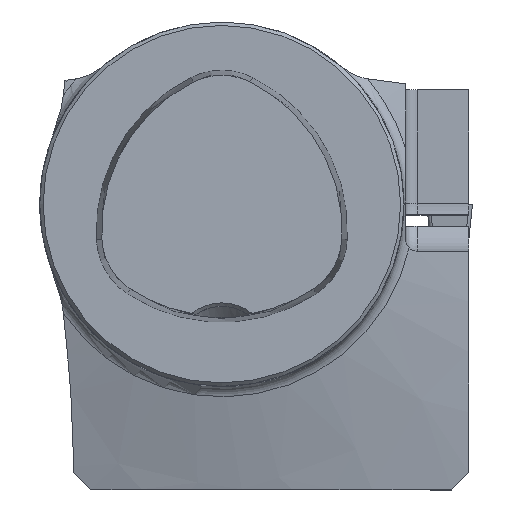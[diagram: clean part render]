
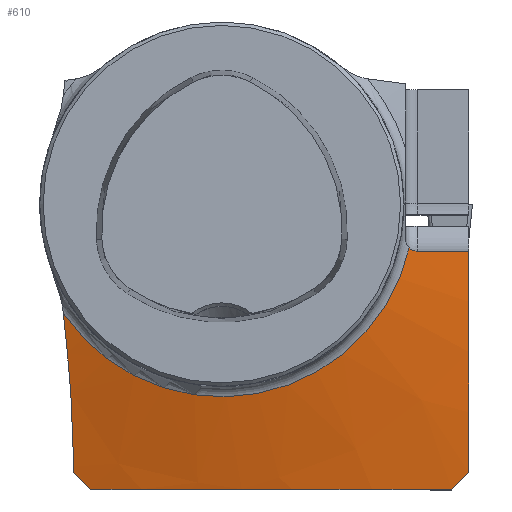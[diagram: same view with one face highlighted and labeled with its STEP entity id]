
A CAD part, top view. The second image highlights one B-rep face of the part: STEP entity #610.
In plain terms, the highlighted conical face has half-angle 75 degrees and reference radius 16 mm.
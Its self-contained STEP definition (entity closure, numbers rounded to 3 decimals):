
#610=ADVANCED_FACE('FP_RR_SU1',(#735),#723,.T.);
#723=CONICAL_SURFACE('',#2256,16.,75.);
#735=FACE_OUTER_BOUND('',#845,.T.);
#845=EDGE_LOOP('',(#1015,#1016,#1017,#1018,#1019,#1020,#1021,#1022,#1023));
#965=CIRCLE('',#2255,16.889);
#1015=ORIENTED_EDGE('',*,*,#1831,.F.);
#1016=ORIENTED_EDGE('',*,*,#1832,.T.);
#1017=ORIENTED_EDGE('',*,*,#1833,.F.);
#1018=ORIENTED_EDGE('',*,*,#1834,.F.);
#1019=ORIENTED_EDGE('',*,*,#1835,.F.);
#1020=ORIENTED_EDGE('',*,*,#1836,.T.);
#1021=ORIENTED_EDGE('',*,*,#1837,.F.);
#1022=ORIENTED_EDGE('',*,*,#1838,.T.);
#1023=ORIENTED_EDGE('',*,*,#1839,.T.);
#1627=VERTEX_POINT('',#3000);
#1628=VERTEX_POINT('',#3001);
#1629=VERTEX_POINT('',#3006);
#1630=VERTEX_POINT('',#3011);
#1631=VERTEX_POINT('',#3016);
#1632=VERTEX_POINT('',#3027);
#1633=VERTEX_POINT('',#3029);
#1634=VERTEX_POINT('',#3034);
#1635=VERTEX_POINT('',#3039);
#1831=EDGE_CURVE('',#1627,#1628,#2137,.T.);
#1832=EDGE_CURVE('',#1627,#1629,#2138,.T.);
#1833=EDGE_CURVE('',#1630,#1629,#2139,.T.);
#1834=EDGE_CURVE('',#1631,#1630,#2140,.T.);
#1835=EDGE_CURVE('',#1632,#1631,#2141,.T.);
#1836=EDGE_CURVE('',#1632,#1633,#965,.T.);
#1837=EDGE_CURVE('',#1634,#1633,#2142,.T.);
#1838=EDGE_CURVE('',#1634,#1635,#2143,.T.);
#1839=EDGE_CURVE('',#1635,#1628,#2144,.T.);
#2137=B_SPLINE_CURVE_WITH_KNOTS('',3,(#2994,#2995,#2996,#2997,#2998,#2999),
 .UNSPECIFIED.,.F.,.F.,(4,2,4),(0.,0.5,1.),.UNSPECIFIED.);
#2138=B_SPLINE_CURVE_WITH_KNOTS('',3,(#3002,#3003,#3004,#3005),
 .UNSPECIFIED.,.F.,.F.,(4,4),(0.,1.),.UNSPECIFIED.);
#2139=B_SPLINE_CURVE_WITH_KNOTS('',3,(#3007,#3008,#3009,#3010),
 .UNSPECIFIED.,.F.,.F.,(4,4),(0.,1.),.UNSPECIFIED.);
#2140=B_SPLINE_CURVE_WITH_KNOTS('',3,(#3012,#3013,#3014,#3015),
 .UNSPECIFIED.,.F.,.F.,(4,4),(0.,1.),.UNSPECIFIED.);
#2141=B_SPLINE_CURVE_WITH_KNOTS('',3,(#3017,#3018,#3019,#3020,#3021,#3022,
#3023,#3024,#3025,#3026),.UNSPECIFIED.,.F.,.F.,(4,3,3,4),(0.,0.094,
0.547,1.),.UNSPECIFIED.);
#2142=B_SPLINE_CURVE_WITH_KNOTS('',3,(#3030,#3031,#3032,#3033),
 .UNSPECIFIED.,.F.,.F.,(4,4),(0.,1.),.UNSPECIFIED.);
#2143=B_SPLINE_CURVE_WITH_KNOTS('',3,(#3035,#3036,#3037,#3038),
 .UNSPECIFIED.,.F.,.F.,(4,4),(0.,1.),.UNSPECIFIED.);
#2144=B_SPLINE_CURVE_WITH_KNOTS('',3,(#3040,#3041,#3042,#3043),
 .UNSPECIFIED.,.F.,.F.,(4,4),(0.,1.),.UNSPECIFIED.);
#2255=AXIS2_PLACEMENT_3D('',#3028,#2440,#2441);
#2256=AXIS2_PLACEMENT_3D('',#3044,#2442,#2443);
#2440=DIRECTION('',(0.,0.,-1.));
#2441=DIRECTION('',(-1.,0.,0.));
#2442=DIRECTION('',(0.,0.,-1.));
#2443=DIRECTION('',(1.,0.,0.));
#2994=CARTESIAN_POINT('',(20.175,-25.,-20.521));
#2995=CARTESIAN_POINT('',(14.933,-25.,-19.639));
#2996=CARTESIAN_POINT('',(9.659,-25.,-18.958));
#2997=CARTESIAN_POINT('',(-0.898,-25.,-18.469));
#2998=CARTESIAN_POINT('',(-6.205,-25.,-18.693));
#2999=CARTESIAN_POINT('',(-11.5,-25.,-19.286));
#3000=CARTESIAN_POINT('',(20.175,-25.,-20.521));
#3001=CARTESIAN_POINT('',(-11.5,-25.,-19.286));
#3002=CARTESIAN_POINT('',(20.175,-25.,-20.521));
#3003=CARTESIAN_POINT('',(20.675,-24.5,-20.501));
#3004=CARTESIAN_POINT('',(21.175,-24.,-20.487));
#3005=CARTESIAN_POINT('',(21.675,-23.5,-20.479));
#3006=CARTESIAN_POINT('',(21.675,-23.5,-20.479));
#3007=CARTESIAN_POINT('',(21.675,-4.1,-17.824));
#3008=CARTESIAN_POINT('',(21.675,-10.646,-18.15));
#3009=CARTESIAN_POINT('',(21.675,-17.087,-19.216));
#3010=CARTESIAN_POINT('',(21.675,-23.5,-20.479));
#3011=CARTESIAN_POINT('',(21.675,-4.1,-17.824));
#3012=CARTESIAN_POINT('',(17.15,-4.1,-16.638));
#3013=CARTESIAN_POINT('',(18.659,-4.1,-17.031));
#3014=CARTESIAN_POINT('',(20.167,-4.1,-17.427));
#3015=CARTESIAN_POINT('',(21.675,-4.1,-17.824));
#3016=CARTESIAN_POINT('',(17.15,-4.1,-16.638));
#3017=CARTESIAN_POINT('',(16.453,-3.817,-16.438));
#3018=CARTESIAN_POINT('',(16.47,-3.834,-16.444));
#3019=CARTESIAN_POINT('',(16.488,-3.85,-16.45));
#3020=CARTESIAN_POINT('',(16.507,-3.866,-16.456));
#3021=CARTESIAN_POINT('',(16.596,-3.941,-16.483));
#3022=CARTESIAN_POINT('',(16.7,-4.,-16.514));
#3023=CARTESIAN_POINT('',(16.809,-4.04,-16.545));
#3024=CARTESIAN_POINT('',(16.917,-4.079,-16.576));
#3025=CARTESIAN_POINT('',(17.034,-4.1,-16.607));
#3026=CARTESIAN_POINT('',(17.15,-4.1,-16.638));
#3027=CARTESIAN_POINT('',(16.453,-3.817,-16.438));
#3028=CARTESIAN_POINT('',(0.,0.,-16.438));
#3029=CARTESIAN_POINT('',(-13.921,-9.564,-16.438));
#3030=CARTESIAN_POINT('',(-13.,-22.998,-18.991));
#3031=CARTESIAN_POINT('',(-13.,-18.543,-17.952));
#3032=CARTESIAN_POINT('',(-13.441,-14.075,-17.017));
#3033=CARTESIAN_POINT('',(-13.921,-9.564,-16.438));
#3034=CARTESIAN_POINT('',(-13.,-22.998,-18.991));
#3035=CARTESIAN_POINT('',(-13.,-22.998,-18.991));
#3036=CARTESIAN_POINT('',(-13.,-23.165,-19.03));
#3037=CARTESIAN_POINT('',(-13.,-23.333,-19.07));
#3038=CARTESIAN_POINT('',(-13.,-23.5,-19.109));
#3039=CARTESIAN_POINT('',(-13.,-23.5,-19.109));
#3040=CARTESIAN_POINT('',(-13.,-23.5,-19.109));
#3041=CARTESIAN_POINT('',(-12.5,-24.,-19.161));
#3042=CARTESIAN_POINT('',(-12.,-24.5,-19.221));
#3043=CARTESIAN_POINT('',(-11.5,-25.,-19.286));
#3044=CARTESIAN_POINT('',(0.,0.,-16.2));
